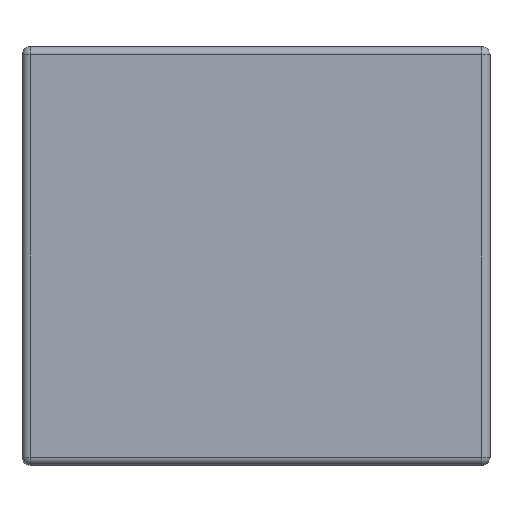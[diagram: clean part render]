
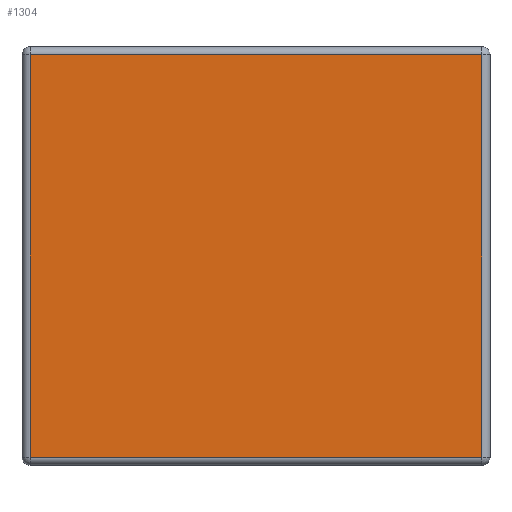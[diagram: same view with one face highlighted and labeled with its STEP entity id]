
A CAD part, front view. The second image highlights one B-rep face of the part: STEP entity #1304.
In plain terms, the highlighted planar face has unit normal (0, -1, 0).
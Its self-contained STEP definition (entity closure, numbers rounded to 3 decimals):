
#208=FACE_OUTER_BOUND('',#281,.T.);
#281=EDGE_LOOP('',(#1104,#1105,#1106,#1107));
#399=LINE('',#2081,#535);
#401=LINE('',#2089,#537);
#403=LINE('',#2099,#539);
#405=LINE('',#2108,#541);
#535=VECTOR('',#1684,10.);
#537=VECTOR('',#1692,10.);
#539=VECTOR('',#1704,10.);
#541=VECTOR('',#1716,10.);
#658=VERTEX_POINT('',#2078);
#659=VERTEX_POINT('',#2080);
#662=VERTEX_POINT('',#2088);
#665=VERTEX_POINT('',#2098);
#802=EDGE_CURVE('',#658,#659,#399,.T.);
#806=EDGE_CURVE('',#659,#662,#401,.T.);
#811=EDGE_CURVE('',#662,#665,#403,.T.);
#816=EDGE_CURVE('',#665,#658,#405,.T.);
#1104=ORIENTED_EDGE('',*,*,#802,.F.);
#1105=ORIENTED_EDGE('',*,*,#816,.F.);
#1106=ORIENTED_EDGE('',*,*,#811,.F.);
#1107=ORIENTED_EDGE('',*,*,#806,.F.);
#1236=PLANE('',#1431);
#1304=ADVANCED_FACE('',(#208),#1236,.F.);
#1431=AXIS2_PLACEMENT_3D('',#2142,#1751,#1752);
#1684=DIRECTION('',(-1.,0.,0.));
#1692=DIRECTION('',(0.,0.,1.));
#1704=DIRECTION('',(1.,0.,0.));
#1716=DIRECTION('',(0.,0.,-1.));
#1751=DIRECTION('center_axis',(0.,1.,0.));
#1752=DIRECTION('ref_axis',(0.,0.,1.));
#2078=CARTESIAN_POINT('',(55.,0.,-49.));
#2080=CARTESIAN_POINT('',(-55.,0.,-49.));
#2081=CARTESIAN_POINT('',(28.5,0.,-49.));
#2088=CARTESIAN_POINT('',(-55.,0.,49.));
#2089=CARTESIAN_POINT('',(-55.,0.,-25.5));
#2098=CARTESIAN_POINT('',(55.,0.,49.));
#2099=CARTESIAN_POINT('',(-28.5,0.,49.));
#2108=CARTESIAN_POINT('',(55.,0.,25.5));
#2142=CARTESIAN_POINT('Origin',(0.,0.,0.));
